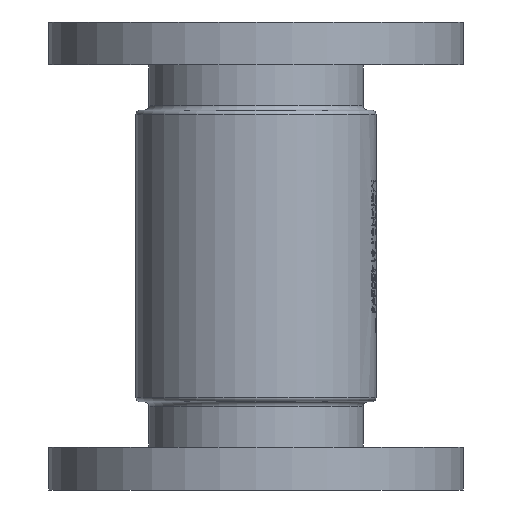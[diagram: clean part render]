
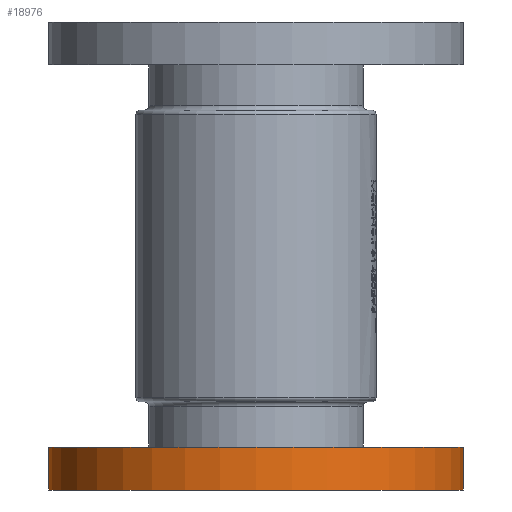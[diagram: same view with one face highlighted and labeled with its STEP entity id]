
A CAD part, front view. The second image highlights one B-rep face of the part: STEP entity #18976.
In plain terms, the highlighted cylindrical face has radius 135 mm (diameter 270 mm), a partial arc.
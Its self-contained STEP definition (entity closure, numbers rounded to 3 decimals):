
#4899 = EDGE_LOOP ( 'NONE', ( #13889, #21701, #28471, #28692 ) ) ;
#5211 = DIRECTION ( 'NONE',  ( 0., 0., 1. ) ) ;
#6998 = CYLINDRICAL_SURFACE ( 'NONE', #22651, 135. ) ;
#7294 = LINE ( 'NONE', #8358, #16863 ) ;
#7793 = DIRECTION ( 'NONE',  ( 1., 0., 0. ) ) ;
#8358 = CARTESIAN_POINT ( 'NONE',  ( 135., 0., -305. ) ) ;
#8536 = EDGE_CURVE ( 'NONE', #22776, #14350, #29336, .T. ) ;
#10428 = CARTESIAN_POINT ( 'NONE',  ( 0., 0., -305. ) ) ;
#10698 = CARTESIAN_POINT ( 'NONE',  ( 135., 0., -305. ) ) ;
#11694 = VERTEX_POINT ( 'NONE', #18330 ) ;
#12821 = CARTESIAN_POINT ( 'NONE',  ( 0., 0., -277. ) ) ;
#13094 = DIRECTION ( 'NONE',  ( 0., 0., -1. ) ) ;
#13889 = ORIENTED_EDGE ( 'NONE', *, *, #8536, .F. ) ;
#14327 = CARTESIAN_POINT ( 'NONE',  ( 0., 0., -305. ) ) ;
#14350 = VERTEX_POINT ( 'NONE', #25210 ) ;
#14498 = DIRECTION ( 'NONE',  ( 0., 0., -1. ) ) ;
#15688 = CARTESIAN_POINT ( 'NONE',  ( -135., 0., -277. ) ) ;
#16307 = DIRECTION ( 'NONE',  ( 1., 0., 0. ) ) ;
#16318 = EDGE_CURVE ( 'NONE', #22776, #11694, #21661, .T. ) ;
#16863 = VECTOR ( 'NONE', #13094, 1000. ) ;
#18297 = FACE_OUTER_BOUND ( 'NONE', #4899, .T. ) ;
#18330 = CARTESIAN_POINT ( 'NONE',  ( -135., 0., -305. ) ) ;
#18454 = DIRECTION ( 'NONE',  ( 0., 0., -1. ) ) ;
#18976 = ADVANCED_FACE ( 'NONE', ( #18297 ), #6998, .T. ) ;
#21001 = EDGE_CURVE ( 'NONE', #14350, #27443, #7294, .T. ) ;
#21273 = AXIS2_PLACEMENT_3D ( 'NONE', #10428, #29124, #26843 ) ;
#21661 = LINE ( 'NONE', #28468, #28398 ) ;
#21701 = ORIENTED_EDGE ( 'NONE', *, *, #16318, .T. ) ;
#22225 = EDGE_CURVE ( 'NONE', #11694, #27443, #27541, .T. ) ;
#22651 = AXIS2_PLACEMENT_3D ( 'NONE', #14327, #18454, #16307 ) ;
#22776 = VERTEX_POINT ( 'NONE', #15688 ) ;
#25210 = CARTESIAN_POINT ( 'NONE',  ( 135., 0., -277. ) ) ;
#26843 = DIRECTION ( 'NONE',  ( 1., 0., 0. ) ) ;
#27443 = VERTEX_POINT ( 'NONE', #10698 ) ;
#27541 = CIRCLE ( 'NONE', #21273, 135. ) ;
#28363 = AXIS2_PLACEMENT_3D ( 'NONE', #12821, #5211, #7793 ) ;
#28398 = VECTOR ( 'NONE', #14498, 1000. ) ;
#28468 = CARTESIAN_POINT ( 'NONE',  ( -135., 0., -305. ) ) ;
#28471 = ORIENTED_EDGE ( 'NONE', *, *, #22225, .T. ) ;
#28692 = ORIENTED_EDGE ( 'NONE', *, *, #21001, .F. ) ;
#29124 = DIRECTION ( 'NONE',  ( 0., 0., 1. ) ) ;
#29336 = CIRCLE ( 'NONE', #28363, 135. ) ;
